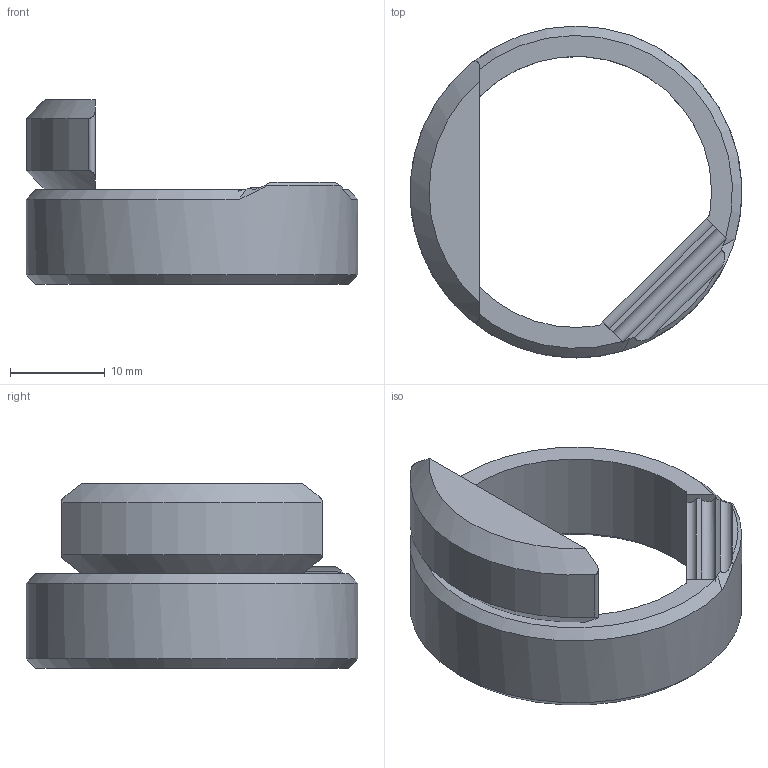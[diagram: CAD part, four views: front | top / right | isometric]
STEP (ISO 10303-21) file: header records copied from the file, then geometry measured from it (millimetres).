
FILE_DESCRIPTION(/* description */ (''),/* implementation_level */ '2;1');
FILE_NAME(/* name */ 'Clamp.step',/* time_stamp */ '2025-07-09T16:14:04-04:00',/* author */ (''),/* organization */ (''),/* preprocessor_version */ 'ST-DEVELOPER v20.1',/* originating_system */ 'Autodesk Translation Framework v14.10.0.0',/* authorisation */ '');
FILE_SCHEMA (('AUTOMOTIVE_DESIGN { 1 0 10303 214 3 1 1 }'));
Length unit declared in the file: millimetre
Products named in the file (1): Clamp
Bounding box: 35 x 35 x 19.5 mm (x, y, z)
Volume: 5164.2 mm3; surface area: 3249.2 mm2
Topology: 1 solids, 1 shells, 34 faces, 104 edges, 71 vertices
Faces by surface type: cylinder 15, plane 10, cone 7, bspline 2
Full cylindrical faces by diameter (mm): 35 x1
Entity records: 1378 total; most frequent: CARTESIAN_POINT 463, ORIENTED_EDGE 208, DIRECTION 161, EDGE_CURVE 104, VERTEX_POINT 71, AXIS2_PLACEMENT_3D 64, EDGE_LOOP 35, FACE_OUTER_BOUND 34
